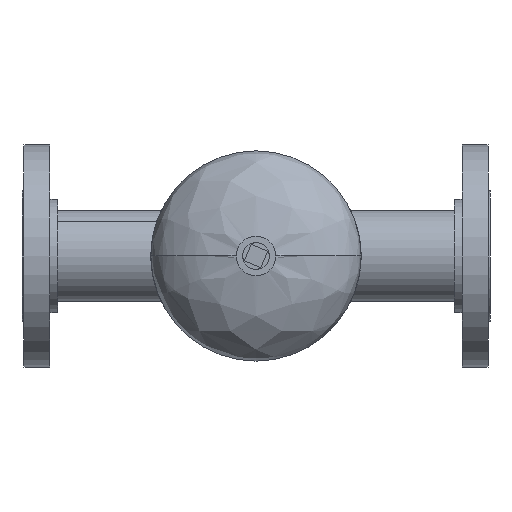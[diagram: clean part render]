
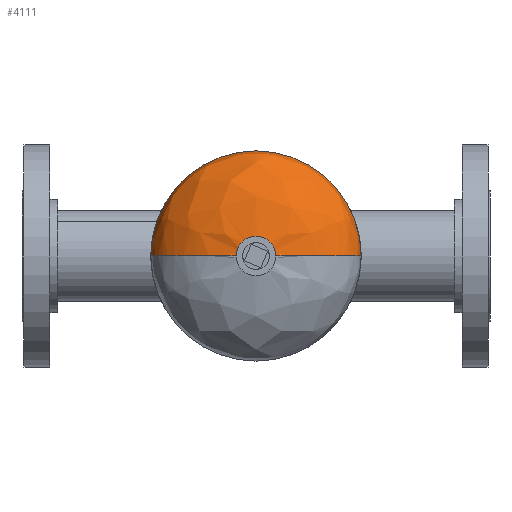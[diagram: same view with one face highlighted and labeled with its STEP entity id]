
A CAD part, front view. The second image highlights one B-rep face of the part: STEP entity #4111.
In plain terms, the highlighted free-form (B-spline) face has degree [3, 3] with [4, 4] control points.
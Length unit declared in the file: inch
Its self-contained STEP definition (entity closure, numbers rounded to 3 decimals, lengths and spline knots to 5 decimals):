
#66 = CARTESIAN_POINT ( 'NONE',  ( 0., 3.48192, 0. ) ) ;
#95 = CARTESIAN_POINT ( 'NONE',  ( -2.17997, 3.34928, -4.35994 ) ) ;
#260 = CARTESIAN_POINT ( 'NONE',  ( 0., 1.70375, 0. ) ) ;
#311 = CARTESIAN_POINT ( 'NONE',  ( 2.17997, 3.34928, 0. ) ) ;
#384 = CARTESIAN_POINT ( 'NONE',  ( -2.17997, 3.34928, 0. ) ) ;
#440 = ORIENTED_EDGE ( 'NONE', *, *, #758, .F. ) ;
#519 = CARTESIAN_POINT ( 'NONE',  ( 3.3125, 2.64111, 0. ) ) ;
#610 = CARTESIAN_POINT ( 'NONE',  ( -3.3125, 1.70375, 0. ) ) ;
#758 = EDGE_CURVE ( 'NONE', #5572, #4876, #6057, .T. ) ;
#880 = VERTEX_POINT ( 'NONE', #1551 ) ;
#1081 = CARTESIAN_POINT ( 'NONE',  ( 3.3125, 1.70375, -6.625 ) ) ;
#1405 = CARTESIAN_POINT ( 'NONE',  ( -0.46875, 3.48192, 0. ) ) ;
#1551 = CARTESIAN_POINT ( 'NONE',  ( 3.3125, 1.70375, 0. ) ) ;
#1560 = CARTESIAN_POINT ( 'NONE',  ( 2.17997, 3.34928, 0. ) ) ;
#1711 = CARTESIAN_POINT ( 'NONE',  ( 3.3125, 1.70375, 0. ) ) ;
#1922 = ORIENTED_EDGE ( 'NONE', *, *, #4295, .F. ) ;
#1969 = DIRECTION ( 'NONE',  ( 0., 1., 0. ) ) ;
#2045 =( BOUNDED_CURVE ( )  B_SPLINE_CURVE ( 3, ( #2419, #5276, #384, #1405 ),
 .UNSPECIFIED., .F., .F. ) 
 B_SPLINE_CURVE_WITH_KNOTS ( ( 4, 4 ),
 ( 0., 1.42881 ),
 .UNSPECIFIED. ) 
 CURVE ( )  GEOMETRIC_REPRESENTATION_ITEM ( )  RATIONAL_B_SPLINE_CURVE ( ( 1., 0.837, 0.837, 1. ) ) 
 REPRESENTATION_ITEM ( '' )  );
#2098 = CARTESIAN_POINT ( 'NONE',  ( 0.46875, 3.48192, -0.9375 ) ) ;
#2419 = CARTESIAN_POINT ( 'NONE',  ( -3.3125, 1.70375, 0. ) ) ;
#2468 = EDGE_CURVE ( 'NONE', #2778, #2531, #2045, .T. ) ;
#2512 = CARTESIAN_POINT ( 'NONE',  ( -2.17997, 3.34928, 0. ) ) ;
#2531 = VERTEX_POINT ( 'NONE', #4445 ) ;
#2579 = FACE_OUTER_BOUND ( 'NONE', #5480, .T. ) ;
#2653 = CIRCLE ( 'NONE', #6158, 3.3125 ) ;
#2742 = AXIS2_PLACEMENT_3D ( 'NONE', #5546, #5516, #3161 ) ;
#2778 = VERTEX_POINT ( 'NONE', #5387 ) ;
#2974 = CARTESIAN_POINT ( 'NONE',  ( -3.3125, 2.64111, 0. ) ) ;
#3161 = DIRECTION ( 'NONE',  ( 1., 0., 0. ) ) ;
#3163 = EDGE_CURVE ( 'NONE', #880, #5572, #5898, .T. ) ;
#3448 = CARTESIAN_POINT ( 'NONE',  ( -3.3125, 1.70375, -6.625 ) ) ;
#3530 = CARTESIAN_POINT ( 'NONE',  ( 3.3125, 2.64111, 0. ) ) ;
#3629 = DIRECTION ( 'NONE',  ( 1., 0., 0. ) ) ;
#3663 = EDGE_CURVE ( 'NONE', #2778, #880, #2653, .T. ) ;
#3693 = ORIENTED_EDGE ( 'NONE', *, *, #2468, .T. ) ;
#3944 = CARTESIAN_POINT ( 'NONE',  ( 2.17997, 3.34928, -4.35994 ) ) ;
#4111 = ADVANCED_FACE ( 'NONE', ( #2579 ), #5013, .T. ) ;
#4282 = CARTESIAN_POINT ( 'NONE',  ( 0.46875, 3.48192, 0. ) ) ;
#4295 = EDGE_CURVE ( 'NONE', #4876, #2531, #5753, .T. ) ;
#4445 = CARTESIAN_POINT ( 'NONE',  ( -0.46875, 3.48192, 0. ) ) ;
#4797 = CARTESIAN_POINT ( 'NONE',  ( 0., 3.48192, -0.46875 ) ) ;
#4864 = CARTESIAN_POINT ( 'NONE',  ( -3.3125, 2.64111, -6.625 ) ) ;
#4876 = VERTEX_POINT ( 'NONE', #4797 ) ;
#4894 = CARTESIAN_POINT ( 'NONE',  ( 3.3125, 2.64111, -6.625 ) ) ;
#4958 = AXIS2_PLACEMENT_3D ( 'NONE', #66, #1969, #5742 ) ;
#5013 =( BOUNDED_SURFACE ( )  B_SPLINE_SURFACE ( 3, 3, ( 
 ( #610, #3448, #1081, #5808 ),
 ( #2974, #4864, #4894, #519 ),
 ( #2512, #95, #3944, #1560 ),
 ( #5393, #5901, #2098, #5780 ) ),
 .UNSPECIFIED., .F., .F., .F. ) 
 B_SPLINE_SURFACE_WITH_KNOTS ( ( 4, 4 ),
 ( 4, 4 ),
 ( 0., 1. ),
 ( 0., 1. ),
 .UNSPECIFIED. ) 
 GEOMETRIC_REPRESENTATION_ITEM ( )  RATIONAL_B_SPLINE_SURFACE ( (
 ( 1., 0.333, 0.333, 1.),
 ( 0.837, 0.279, 0.279, 0.837),
 ( 0.837, 0.279, 0.279, 0.837),
 ( 1., 0.333, 0.333, 1.) ) ) 
 REPRESENTATION_ITEM ( '' )  SURFACE ( )  );
#5225 = CARTESIAN_POINT ( 'NONE',  ( 0.46875, 3.48192, 0. ) ) ;
#5276 = CARTESIAN_POINT ( 'NONE',  ( -3.3125, 2.64111, 0. ) ) ;
#5387 = CARTESIAN_POINT ( 'NONE',  ( -3.3125, 1.70375, 0. ) ) ;
#5393 = CARTESIAN_POINT ( 'NONE',  ( -0.46875, 3.48192, 0. ) ) ;
#5480 = EDGE_LOOP ( 'NONE', ( #5668, #3693, #1922, #440, #5765 ) ) ;
#5516 = DIRECTION ( 'NONE',  ( 0., 1., 0. ) ) ;
#5546 = CARTESIAN_POINT ( 'NONE',  ( 0., 3.48192, 0. ) ) ;
#5572 = VERTEX_POINT ( 'NONE', #4282 ) ;
#5668 = ORIENTED_EDGE ( 'NONE', *, *, #3663, .F. ) ;
#5742 = DIRECTION ( 'NONE',  ( 1., 0., 0. ) ) ;
#5753 = CIRCLE ( 'NONE', #2742, 0.46875 ) ;
#5765 = ORIENTED_EDGE ( 'NONE', *, *, #3163, .F. ) ;
#5780 = CARTESIAN_POINT ( 'NONE',  ( 0.46875, 3.48192, 0. ) ) ;
#5808 = CARTESIAN_POINT ( 'NONE',  ( 3.3125, 1.70375, 0. ) ) ;
#5898 =( BOUNDED_CURVE ( )  B_SPLINE_CURVE ( 3, ( #1711, #3530, #311, #5225 ),
 .UNSPECIFIED., .F., .T. ) 
 B_SPLINE_CURVE_WITH_KNOTS ( ( 4, 4 ),
 ( 0., 1.42881 ),
 .UNSPECIFIED. ) 
 CURVE ( )  GEOMETRIC_REPRESENTATION_ITEM ( )  RATIONAL_B_SPLINE_CURVE ( ( 1., 0.837, 0.837, 1. ) ) 
 REPRESENTATION_ITEM ( '' )  );
#5901 = CARTESIAN_POINT ( 'NONE',  ( -0.46875, 3.48192, -0.9375 ) ) ;
#6024 = DIRECTION ( 'NONE',  ( 0., -1., 0. ) ) ;
#6057 = CIRCLE ( 'NONE', #4958, 0.46875 ) ;
#6158 = AXIS2_PLACEMENT_3D ( 'NONE', #260, #6024, #3629 ) ;
